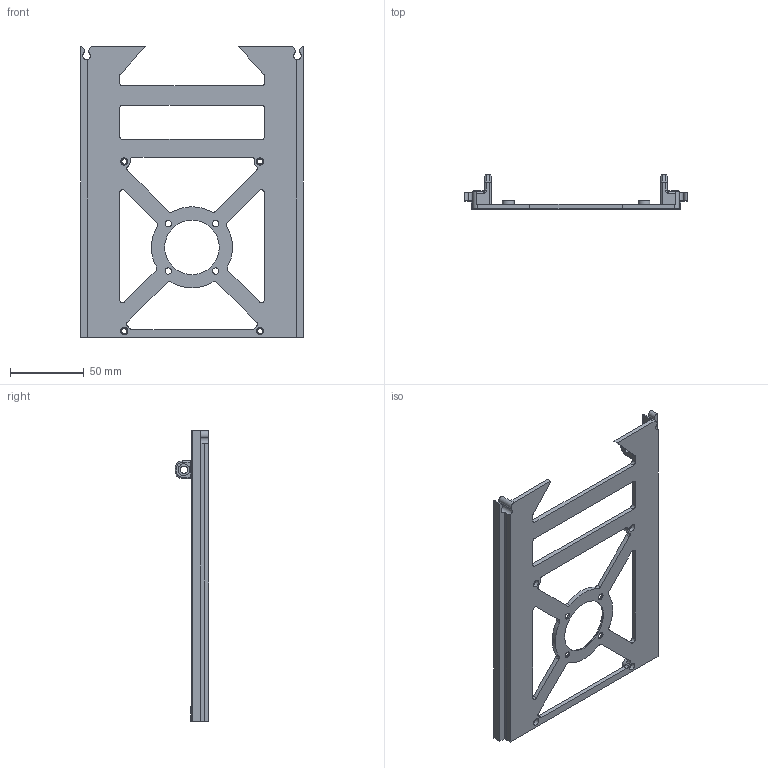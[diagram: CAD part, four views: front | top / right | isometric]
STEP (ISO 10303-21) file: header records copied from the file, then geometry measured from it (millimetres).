
FILE_DESCRIPTION(/* description */ (''),/* implementation_level */ '2;1');
FILE_NAME(/* name */ 'Step''s/1-Squire CBA slide tray Part 1 v3.step',/* time_stamp */ '2019-10-20T17:00:29-04:00',/* author */ (''),/* organization */ (''),/* preprocessor_version */ 'ST-DEVELOPER v18',/* originating_system */ 'Autodesk Translation Framework v8.6.0.1094',/* authorisation */ '');
FILE_SCHEMA (('AUTOMOTIVE_DESIGN { 1 0 10303 214 3 1 1 }'));
Length unit declared in the file: millimetre
Products named in the file (1): 1-Squire CBA slide tray Part 1
Bounding box: 150.7 x 22.95 x 197.03 mm (x, y, z)
Volume: 69136.9 mm3; surface area: 48370.7 mm2
Topology: 1 solids, 1 shells, 184 faces, 504 edges, 326 vertices
Faces by surface type: cylinder 89, plane 78, torus 12, cone 5
Full cylindrical faces by diameter (mm): 3.5 x6, 4.318 x4, 5 x8, 8 x6, 37 x1
Entity records: 6040 total; most frequent: DIRECTION 1082, CARTESIAN_POINT 1075, ORIENTED_EDGE 1008, EDGE_CURVE 504, AXIS2_PLACEMENT_3D 401, VERTEX_POINT 326, LINE 280, VECTOR 280
